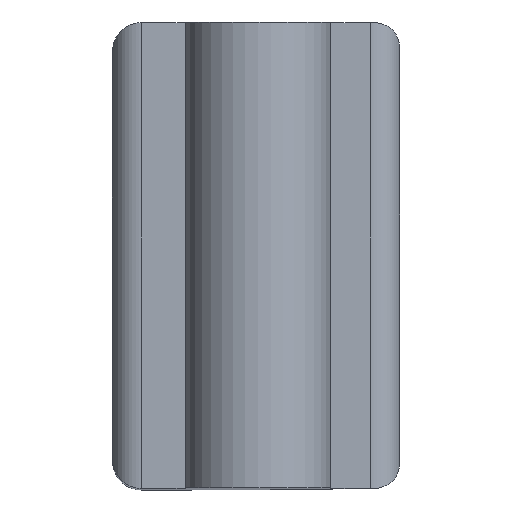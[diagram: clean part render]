
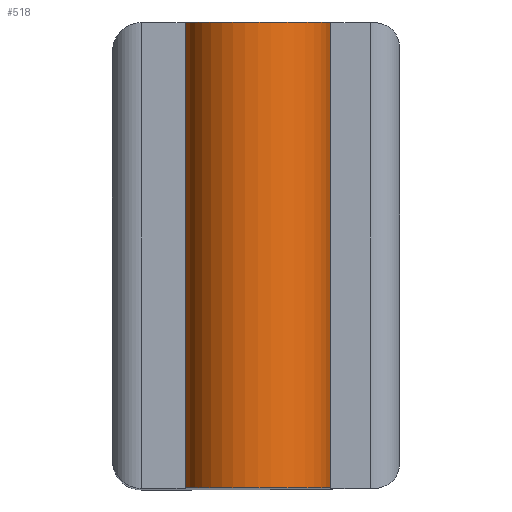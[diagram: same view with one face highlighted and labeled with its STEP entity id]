
A CAD part, top view. The second image highlights one B-rep face of the part: STEP entity #518.
In plain terms, the highlighted cylindrical face has radius 12.5 mm (diameter 25 mm), a full revolution.
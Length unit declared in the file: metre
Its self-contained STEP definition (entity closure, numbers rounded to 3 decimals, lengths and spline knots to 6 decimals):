
#22=CYLINDRICAL_SURFACE('',#568,0.0125);
#36=CIRCLE('',#561,0.0125);
#39=CIRCLE('',#565,0.0125);
#40=CIRCLE('',#569,0.0125);
#41=CIRCLE('',#570,0.0125);
#116=ORIENTED_EDGE('',*,*,#254,.F.);
#117=ORIENTED_EDGE('',*,*,#259,.F.);
#118=ORIENTED_EDGE('',*,*,#260,.F.);
#119=ORIENTED_EDGE('',*,*,#256,.T.);
#120=ORIENTED_EDGE('',*,*,#261,.T.);
#121=ORIENTED_EDGE('',*,*,#243,.F.);
#122=ORIENTED_EDGE('',*,*,#262,.F.);
#123=ORIENTED_EDGE('',*,*,#263,.F.);
#243=EDGE_CURVE('',#318,#319,#36,.T.);
#254=EDGE_CURVE('',#326,#327,#39,.T.);
#256=EDGE_CURVE('',#328,#327,#372,.T.);
#259=EDGE_CURVE('',#329,#326,#375,.T.);
#260=EDGE_CURVE('',#328,#329,#40,.T.);
#261=EDGE_CURVE('',#330,#319,#376,.T.);
#262=EDGE_CURVE('',#331,#318,#377,.T.);
#263=EDGE_CURVE('',#330,#331,#41,.T.);
#318=VERTEX_POINT('',#856);
#319=VERTEX_POINT('',#858);
#326=VERTEX_POINT('',#876);
#327=VERTEX_POINT('',#878);
#328=VERTEX_POINT('',#882);
#329=VERTEX_POINT('',#886);
#330=VERTEX_POINT('',#891);
#331=VERTEX_POINT('',#893);
#372=LINE('',#881,#420);
#375=LINE('',#887,#423);
#376=LINE('',#890,#424);
#377=LINE('',#892,#425);
#420=VECTOR('',#682,1.);
#423=VECTOR('',#687,1.);
#424=VECTOR('',#692,1.);
#425=VECTOR('',#693,1.);
#437=EDGE_LOOP('',(#116,#117,#118,#119));
#438=EDGE_LOOP('',(#120,#121,#122,#123));
#471=FACE_BOUND('',#437,.T.);
#472=FACE_BOUND('',#438,.T.);
#518=ADVANCED_FACE('',(#471,#472),#22,.T.);
#561=AXIS2_PLACEMENT_3D('',#857,#661,#662);
#565=AXIS2_PLACEMENT_3D('',#877,#677,#678);
#568=AXIS2_PLACEMENT_3D('',#888,#688,#689);
#569=AXIS2_PLACEMENT_3D('',#889,#690,#691);
#570=AXIS2_PLACEMENT_3D('',#894,#694,#695);
#661=DIRECTION('',(0.,1.,0.));
#662=DIRECTION('',(0.,0.,1.));
#677=DIRECTION('',(0.,-1.,0.));
#678=DIRECTION('',(0.,0.,-1.));
#682=DIRECTION('',(0.,-1.,0.));
#687=DIRECTION('',(0.,-1.,0.));
#688=DIRECTION('',(0.,-1.,0.));
#689=DIRECTION('',(0.,0.,-1.));
#690=DIRECTION('',(0.,-1.,0.));
#691=DIRECTION('',(0.,0.,-1.));
#692=DIRECTION('',(0.,1.,0.));
#693=DIRECTION('',(0.,1.,0.));
#694=DIRECTION('',(0.,1.,0.));
#695=DIRECTION('',(0.,0.,1.));
#856=CARTESIAN_POINT('',(0.0125,0.08,0.05));
#857=CARTESIAN_POINT('',(0.025,0.08,0.05));
#858=CARTESIAN_POINT('',(0.0375,0.08,0.05));
#876=CARTESIAN_POINT('',(0.0375,0.,0.05));
#877=CARTESIAN_POINT('',(0.025,0.,0.05));
#878=CARTESIAN_POINT('',(0.0125,0.,0.05));
#881=CARTESIAN_POINT('',(0.0125,0.01,0.05));
#882=CARTESIAN_POINT('',(0.0125,0.01,0.05));
#886=CARTESIAN_POINT('',(0.0375,0.01,0.05));
#887=CARTESIAN_POINT('',(0.0375,0.01,0.05));
#888=CARTESIAN_POINT('',(0.025,0.01,0.05));
#889=CARTESIAN_POINT('',(0.025,0.01,0.05));
#890=CARTESIAN_POINT('',(0.0375,0.07,0.05));
#891=CARTESIAN_POINT('',(0.0375,0.07,0.05));
#892=CARTESIAN_POINT('',(0.0125,0.07,0.05));
#893=CARTESIAN_POINT('',(0.0125,0.07,0.05));
#894=CARTESIAN_POINT('',(0.025,0.07,0.05));
